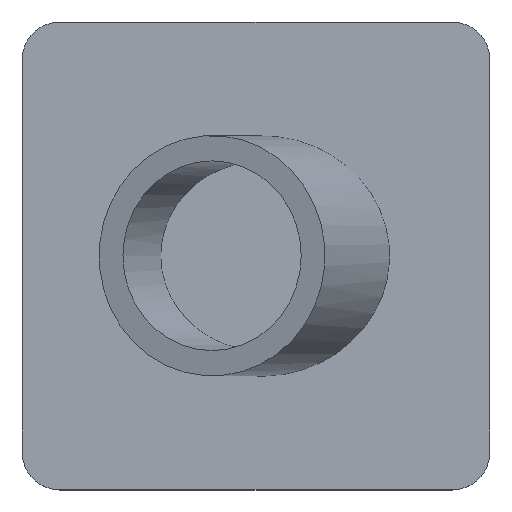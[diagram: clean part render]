
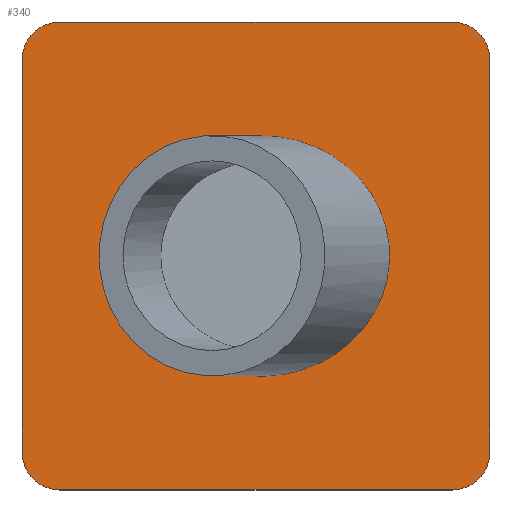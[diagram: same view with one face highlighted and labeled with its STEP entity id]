
A CAD part, top view. The second image highlights one B-rep face of the part: STEP entity #340.
In plain terms, the highlighted planar face has unit normal (0, 0, 1).
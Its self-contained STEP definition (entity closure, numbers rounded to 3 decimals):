
#43=FACE_BOUND('',#104,.T.);
#54=ELLIPSE('',#379,10.11,9.5);
#60=CIRCLE('',#382,3.);
#62=CIRCLE('',#386,3.);
#64=CIRCLE('',#390,3.);
#66=CIRCLE('',#394,3.);
#84=FACE_OUTER_BOUND('',#103,.T.);
#103=EDGE_LOOP('',(#289,#290,#291,#292,#293,#294,#295,#296));
#104=EDGE_LOOP('',(#297,#298,#299,#300));
#112=LINE('',#503,#138);
#114=LINE('',#509,#140);
#117=LINE('',#531,#143);
#123=LINE('',#555,#149);
#127=LINE('',#567,#153);
#131=LINE('',#579,#157);
#134=LINE('',#588,#160);
#138=VECTOR('',#407,10.);
#140=VECTOR('',#411,10.);
#143=VECTOR('',#424,10.);
#149=VECTOR('',#450,1000.);
#153=VECTOR('',#462,1000.);
#157=VECTOR('',#474,1000.);
#160=VECTOR('',#485,1000.);
#162=VERTEX_POINT('',#497);
#164=VERTEX_POINT('',#501);
#165=VERTEX_POINT('',#505);
#167=VERTEX_POINT('',#508);
#174=VERTEX_POINT('',#545);
#175=VERTEX_POINT('',#547);
#177=VERTEX_POINT('',#553);
#179=VERTEX_POINT('',#559);
#181=VERTEX_POINT('',#565);
#183=VERTEX_POINT('',#571);
#185=VERTEX_POINT('',#577);
#187=VERTEX_POINT('',#583);
#191=EDGE_CURVE('',#162,#164,#112,.T.);
#193=EDGE_CURVE('',#167,#165,#114,.T.);
#200=EDGE_CURVE('',#164,#167,#117,.T.);
#205=EDGE_CURVE('',#162,#165,#54,.T.);
#208=EDGE_CURVE('',#175,#174,#60,.T.);
#212=EDGE_CURVE('',#174,#177,#123,.T.);
#215=EDGE_CURVE('',#177,#179,#62,.T.);
#218=EDGE_CURVE('',#179,#181,#127,.T.);
#221=EDGE_CURVE('',#181,#183,#64,.T.);
#224=EDGE_CURVE('',#183,#185,#131,.T.);
#227=EDGE_CURVE('',#185,#187,#66,.T.);
#229=EDGE_CURVE('',#187,#175,#134,.T.);
#289=ORIENTED_EDGE('',*,*,#208,.T.);
#290=ORIENTED_EDGE('',*,*,#212,.T.);
#291=ORIENTED_EDGE('',*,*,#215,.T.);
#292=ORIENTED_EDGE('',*,*,#218,.T.);
#293=ORIENTED_EDGE('',*,*,#221,.T.);
#294=ORIENTED_EDGE('',*,*,#224,.T.);
#295=ORIENTED_EDGE('',*,*,#227,.T.);
#296=ORIENTED_EDGE('',*,*,#229,.T.);
#297=ORIENTED_EDGE('',*,*,#193,.T.);
#298=ORIENTED_EDGE('',*,*,#205,.F.);
#299=ORIENTED_EDGE('',*,*,#191,.T.);
#300=ORIENTED_EDGE('',*,*,#200,.T.);
#321=PLANE('',#396);
#340=ADVANCED_FACE('',(#84,#43),#321,.F.);
#379=AXIS2_PLACEMENT_3D('',#540,#436,#437);
#382=AXIS2_PLACEMENT_3D('',#548,#443,#444);
#386=AXIS2_PLACEMENT_3D('',#561,#456,#457);
#390=AXIS2_PLACEMENT_3D('',#573,#468,#469);
#394=AXIS2_PLACEMENT_3D('',#585,#480,#481);
#396=AXIS2_PLACEMENT_3D('',#589,#486,#487);
#407=DIRECTION('',(-1.,0.,0.));
#411=DIRECTION('',(1.,0.,0.));
#424=DIRECTION('',(0.,1.,0.));
#436=DIRECTION('center_axis',(0.,0.,1.));
#437=DIRECTION('ref_axis',(1.,0.,0.));
#443=DIRECTION('center_axis',(0.,0.,1.));
#444=DIRECTION('ref_axis',(-1.,0.,0.));
#450=DIRECTION('',(0.,-1.,0.));
#456=DIRECTION('center_axis',(0.,0.,1.));
#457=DIRECTION('ref_axis',(-1.,0.,0.));
#462=DIRECTION('',(1.,0.,0.));
#468=DIRECTION('center_axis',(0.,0.,1.));
#469=DIRECTION('ref_axis',(1.,0.,0.));
#474=DIRECTION('',(0.,1.,0.));
#480=DIRECTION('center_axis',(0.,0.,1.));
#481=DIRECTION('ref_axis',(1.,0.,0.));
#485=DIRECTION('',(-1.,0.,0.));
#486=DIRECTION('center_axis',(0.,0.,-1.));
#487=DIRECTION('ref_axis',(-1.,0.,0.));
#497=CARTESIAN_POINT('',(-9.601,-1.,2.5));
#501=CARTESIAN_POINT('',(-12.402,-1.,2.5));
#503=CARTESIAN_POINT('',(-13.951,-1.,2.5));
#505=CARTESIAN_POINT('',(-9.601,1.,2.5));
#508=CARTESIAN_POINT('',(-12.402,1.,2.5));
#509=CARTESIAN_POINT('',(-13.951,1.,2.5));
#531=CARTESIAN_POINT('',(-12.402,7.75,2.5));
#540=CARTESIAN_POINT('Origin',(0.453,0.,
2.5));
#545=CARTESIAN_POINT('',(-18.5,15.5,2.5));
#547=CARTESIAN_POINT('',(-15.5,18.5,2.5));
#548=CARTESIAN_POINT('Origin',(-15.5,15.5,2.5));
#553=CARTESIAN_POINT('',(-18.5,-15.5,2.5));
#555=CARTESIAN_POINT('',(-18.5,-15.5,2.5));
#559=CARTESIAN_POINT('',(-15.5,-18.5,2.5));
#561=CARTESIAN_POINT('Origin',(-15.5,-15.5,2.5));
#565=CARTESIAN_POINT('',(15.5,-18.5,2.5));
#567=CARTESIAN_POINT('',(-15.5,-18.5,2.5));
#571=CARTESIAN_POINT('',(18.5,-15.5,2.5));
#573=CARTESIAN_POINT('Origin',(15.5,-15.5,2.5));
#577=CARTESIAN_POINT('',(18.5,15.5,2.5));
#579=CARTESIAN_POINT('',(18.5,-15.5,2.5));
#583=CARTESIAN_POINT('',(15.5,18.5,2.5));
#585=CARTESIAN_POINT('Origin',(15.5,15.5,2.5));
#588=CARTESIAN_POINT('',(-15.5,18.5,2.5));
#589=CARTESIAN_POINT('Origin',(-15.5,15.5,2.5));
